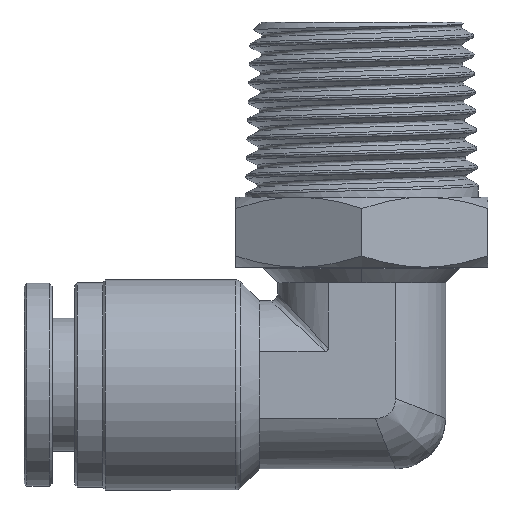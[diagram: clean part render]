
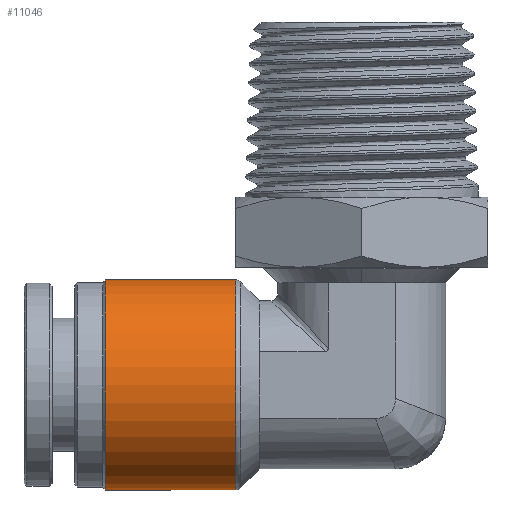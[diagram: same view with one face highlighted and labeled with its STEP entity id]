
A CAD part, left-side view. The second image highlights one B-rep face of the part: STEP entity #11046.
In plain terms, the highlighted cylindrical face has radius 7.5 mm (diameter 15 mm), a partial arc.
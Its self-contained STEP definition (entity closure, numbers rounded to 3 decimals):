
#1554 = DIRECTION ( 'NONE',  ( 0., -1., 0. ) ) ;
#2419 = CYLINDRICAL_SURFACE ( 'NONE', #3268, 7.5 ) ;
#3268 = AXIS2_PLACEMENT_3D ( 'NONE', #30934, #30823, #16454 ) ;
#3631 = CARTESIAN_POINT ( 'NONE',  ( 0., -0.093, 0. ) ) ;
#4548 = AXIS2_PLACEMENT_3D ( 'NONE', #3631, #20751, #6094 ) ;
#6094 = DIRECTION ( 'NONE',  ( 0., 0., -1. ) ) ;
#6292 = VECTOR ( 'NONE', #22298, 1000. ) ;
#7475 = ORIENTED_EDGE ( 'NONE', *, *, #10770, .F. ) ;
#9162 = EDGE_CURVE ( 'NONE', #26817, #22266, #23629, .T. ) ;
#10721 = ORIENTED_EDGE ( 'NONE', *, *, #21266, .T. ) ;
#10770 = EDGE_CURVE ( 'NONE', #27565, #23793, #31387, .T. ) ;
#11046 = ADVANCED_FACE ( 'NONE', ( #30595 ), #2419, .T. ) ;
#11306 = CARTESIAN_POINT ( 'NONE',  ( 0., 9.2, 0. ) ) ;
#12263 = EDGE_CURVE ( 'NONE', #22266, #23793, #24468, .T. ) ;
#13767 = DIRECTION ( 'NONE',  ( 0., 0., 1. ) ) ;
#14966 = CARTESIAN_POINT ( 'NONE',  ( 0., -0.093, 7.5 ) ) ;
#16454 = DIRECTION ( 'NONE',  ( 0., 0., -1. ) ) ;
#18673 = CARTESIAN_POINT ( 'NONE',  ( 0., 11.4, -7.5 ) ) ;
#19816 = AXIS2_PLACEMENT_3D ( 'NONE', #11306, #28280, #13767 ) ;
#20751 = DIRECTION ( 'NONE',  ( 0., 1., 0. ) ) ;
#21266 = EDGE_CURVE ( 'NONE', #27565, #26817, #28112, .T. ) ;
#21896 = ORIENTED_EDGE ( 'NONE', *, *, #9162, .T. ) ;
#21950 = CARTESIAN_POINT ( 'NONE',  ( 0., -0.093, -7.5 ) ) ;
#22266 = VERTEX_POINT ( 'NONE', #21950 ) ;
#22298 = DIRECTION ( 'NONE',  ( 0., -1., 0. ) ) ;
#23629 = LINE ( 'NONE', #18673, #30032 ) ;
#23793 = VERTEX_POINT ( 'NONE', #14966 ) ;
#24468 = CIRCLE ( 'NONE', #4548, 7.5 ) ;
#26204 = ORIENTED_EDGE ( 'NONE', *, *, #12263, .T. ) ;
#26817 = VERTEX_POINT ( 'NONE', #29772 ) ;
#27230 = CARTESIAN_POINT ( 'NONE',  ( 0., 11.4, 7.5 ) ) ;
#27565 = VERTEX_POINT ( 'NONE', #29876 ) ;
#28112 = CIRCLE ( 'NONE', #19816, 7.5 ) ;
#28280 = DIRECTION ( 'NONE',  ( 0., -1., 0. ) ) ;
#29572 = EDGE_LOOP ( 'NONE', ( #7475, #10721, #21896, #26204 ) ) ;
#29772 = CARTESIAN_POINT ( 'NONE',  ( 0., 9.2, -7.5 ) ) ;
#29876 = CARTESIAN_POINT ( 'NONE',  ( 0., 9.2, 7.5 ) ) ;
#30032 = VECTOR ( 'NONE', #1554, 1000. ) ;
#30595 = FACE_OUTER_BOUND ( 'NONE', #29572, .T. ) ;
#30823 = DIRECTION ( 'NONE',  ( 0., -1., 0. ) ) ;
#30934 = CARTESIAN_POINT ( 'NONE',  ( 0., 11.4, 0. ) ) ;
#31387 = LINE ( 'NONE', #27230, #6292 ) ;
